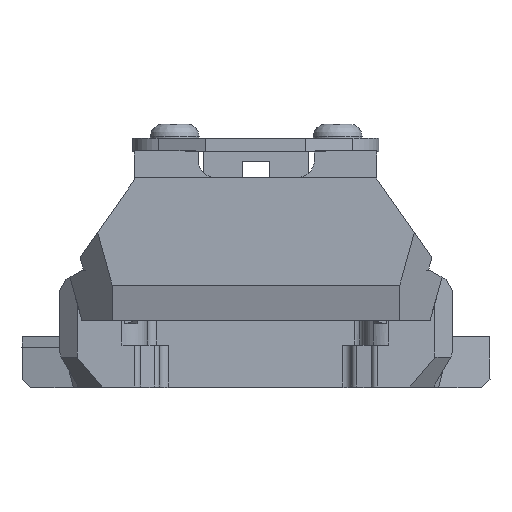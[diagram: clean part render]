
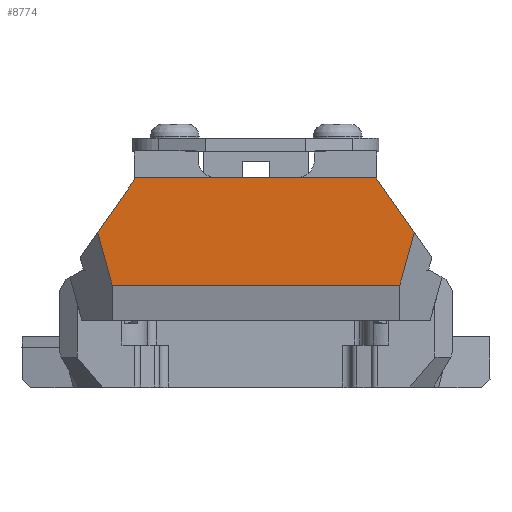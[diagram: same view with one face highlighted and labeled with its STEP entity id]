
A CAD part, top view. The second image highlights one B-rep face of the part: STEP entity #8774.
In plain terms, the highlighted face is planar.
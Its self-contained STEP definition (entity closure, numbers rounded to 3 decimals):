
#512=PLANE('',#9488);
#950=FACE_OUTER_BOUND('',#1470,.T.);
#1470=EDGE_LOOP('',(#7743,#7744,#7745,#7746,#7747,#7748,#7749,#7750));
#2586=LINE('',#22523,#3524);
#2589=LINE('',#22531,#3527);
#2614=LINE('',#22596,#3552);
#2621=LINE('',#22613,#3559);
#2658=LINE('',#22707,#3596);
#2660=LINE('',#22711,#3598);
#2661=LINE('',#22713,#3599);
#2662=LINE('',#22714,#3600);
#3524=VECTOR('',#11295,10.);
#3527=VECTOR('',#11300,10.);
#3552=VECTOR('',#11359,10.);
#3559=VECTOR('',#11374,10.);
#3596=VECTOR('',#11449,10.);
#3598=VECTOR('',#11453,10.);
#3599=VECTOR('',#11454,10.);
#3600=VECTOR('',#11455,10.);
#4357=VERTEX_POINT('',#22516);
#4360=VERTEX_POINT('',#22521);
#4363=VERTEX_POINT('',#22528);
#4364=VERTEX_POINT('',#22530);
#4382=VERTEX_POINT('',#22610);
#4411=VERTEX_POINT('',#22705);
#4412=VERTEX_POINT('',#22710);
#4413=VERTEX_POINT('',#22712);
#5480=EDGE_CURVE('',#4357,#4360,#2586,.F.);
#5483=EDGE_CURVE('',#4364,#4363,#2589,.T.);
#5513=EDGE_CURVE('',#4363,#4357,#2614,.T.);
#5521=EDGE_CURVE('',#4360,#4382,#2621,.F.);
#5564=EDGE_CURVE('',#4411,#4382,#2658,.T.);
#5566=EDGE_CURVE('',#4412,#4411,#2660,.T.);
#5567=EDGE_CURVE('',#4413,#4412,#2661,.F.);
#5568=EDGE_CURVE('',#4364,#4413,#2662,.T.);
#7743=ORIENTED_EDGE('',*,*,#5564,.F.);
#7744=ORIENTED_EDGE('',*,*,#5566,.F.);
#7745=ORIENTED_EDGE('',*,*,#5567,.F.);
#7746=ORIENTED_EDGE('',*,*,#5568,.F.);
#7747=ORIENTED_EDGE('',*,*,#5483,.T.);
#7748=ORIENTED_EDGE('',*,*,#5513,.T.);
#7749=ORIENTED_EDGE('',*,*,#5480,.T.);
#7750=ORIENTED_EDGE('',*,*,#5521,.T.);
#8774=ADVANCED_FACE('',(#950),#512,.T.);
#9488=AXIS2_PLACEMENT_3D('',#22709,#11451,#11452);
#11295=DIRECTION('',(0.574,0.,-0.819));
#11300=DIRECTION('',(1.,0.,0.));
#11359=DIRECTION('',(0.266,0.,0.964));
#11374=DIRECTION('',(0.,0.,-1.));
#11449=DIRECTION('',(1.,0.,0.));
#11451=DIRECTION('center_axis',(0.,-1.,0.));
#11452=DIRECTION('ref_axis',(1.,0.,0.));
#11453=DIRECTION('',(0.,0.,1.));
#11454=DIRECTION('',(-0.574,0.,-0.819));
#11455=DIRECTION('',(-0.266,0.,0.964));
#22516=CARTESIAN_POINT('',(20.171,-139.403,89.971));
#22521=CARTESIAN_POINT('',(15.799,-139.403,96.215));
#22523=CARTESIAN_POINT('',(29.279,-139.403,76.963));
#22528=CARTESIAN_POINT('',(18.472,-139.403,83.826));
#22530=CARTESIAN_POINT('',(-15.153,-139.403,83.826));
#22531=CARTESIAN_POINT('',(20.056,-139.403,83.826));
#22596=CARTESIAN_POINT('',(17.47,-139.403,80.201));
#22610=CARTESIAN_POINT('',(15.799,-139.403,96.396));
#22613=CARTESIAN_POINT('',(15.799,-139.403,85.014));
#22705=CARTESIAN_POINT('',(-12.551,-139.403,96.396));
#22707=CARTESIAN_POINT('',(-14.232,-139.403,96.396));
#22709=CARTESIAN_POINT('Origin',(-19.54,-139.403,71.926));
#22710=CARTESIAN_POINT('',(-12.551,-139.403,96.113));
#22711=CARTESIAN_POINT('',(-12.551,-139.403,85.014));
#22712=CARTESIAN_POINT('',(-16.851,-139.403,89.971));
#22713=CARTESIAN_POINT('',(-25.96,-139.403,76.963));
#22714=CARTESIAN_POINT('',(-14.151,-139.403,80.201));
